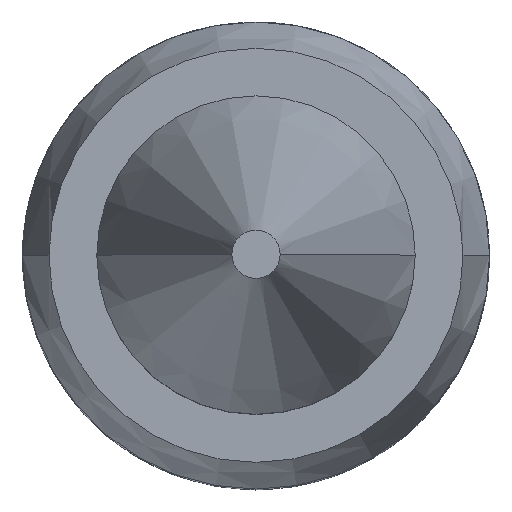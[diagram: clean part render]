
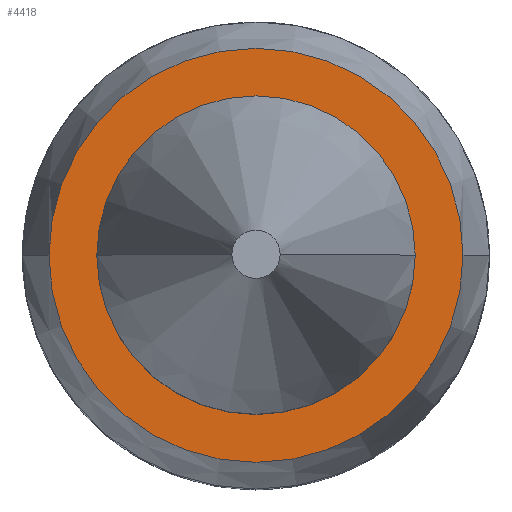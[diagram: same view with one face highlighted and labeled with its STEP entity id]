
A CAD part, top view. The second image highlights one B-rep face of the part: STEP entity #4418.
In plain terms, the highlighted planar face has unit normal (0, 0, 1).
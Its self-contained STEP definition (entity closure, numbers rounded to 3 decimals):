
#414 = FACE_BOUND ( 'NONE', #6913, .T. ) ;
#416 = FACE_OUTER_BOUND ( 'NONE', #6918, .T. ) ;
#617 = DIRECTION ( 'NONE',  ( 0., 0., 1. ) ) ;
#1197 = EDGE_CURVE ( 'NONE', #4217, #4209, #6686, .T. ) ;
#1203 = EDGE_CURVE ( 'NONE', #1949, #4195, #6694, .T. ) ;
#1205 = EDGE_CURVE ( 'NONE', #4195, #1949, #6695, .T. ) ;
#1206 = EDGE_CURVE ( 'NONE', #4209, #4217, #6697, .T. ) ;
#1392 = AXIS2_PLACEMENT_3D ( 'NONE', #5649, #5652, #5653 ) ;
#1397 = AXIS2_PLACEMENT_3D ( 'NONE', #5572, #5570, #5569 ) ;
#1399 = AXIS2_PLACEMENT_3D ( 'NONE', #5565, #617, #7125 ) ;
#1400 = AXIS2_PLACEMENT_3D ( 'NONE', #7140, #7132, #7131 ) ;
#1497 = AXIS2_PLACEMENT_3D ( 'NONE', #5198, #5199, #5200 ) ;
#1949 = VERTEX_POINT ( 'NONE', #2614 ) ;
#2614 = CARTESIAN_POINT ( 'NONE',  ( 3.9, 0., 139. ) ) ;
#3845 = CARTESIAN_POINT ( 'NONE',  ( -3.9, 0., 139. ) ) ;
#3859 = CARTESIAN_POINT ( 'NONE',  ( -3., 0., 139. ) ) ;
#3867 = CARTESIAN_POINT ( 'NONE',  ( 3., 0., 139. ) ) ;
#4195 = VERTEX_POINT ( 'NONE', #3845 ) ;
#4209 = VERTEX_POINT ( 'NONE', #3859 ) ;
#4217 = VERTEX_POINT ( 'NONE', #3867 ) ;
#4418 = ADVANCED_FACE ( 'NONE', ( #414, #416 ), #5191, .T. ) ;
#5191 = PLANE ( 'NONE',  #1497 ) ;
#5198 = CARTESIAN_POINT ( 'NONE',  ( 0., 0., 139. ) ) ;
#5199 = DIRECTION ( 'NONE',  ( 0., 0., 1. ) ) ;
#5200 = DIRECTION ( 'NONE',  ( 1., 0., 0. ) ) ;
#5565 = CARTESIAN_POINT ( 'NONE',  ( 0., 0., 139. ) ) ;
#5569 = DIRECTION ( 'NONE',  ( 1., 0., 0. ) ) ;
#5570 = DIRECTION ( 'NONE',  ( 0., 0., 1. ) ) ;
#5572 = CARTESIAN_POINT ( 'NONE',  ( 0., 0., 139. ) ) ;
#5649 = CARTESIAN_POINT ( 'NONE',  ( 0., 0., 139. ) ) ;
#5652 = DIRECTION ( 'NONE',  ( 0., 0., 1. ) ) ;
#5653 = DIRECTION ( 'NONE',  ( 1., 0., 0. ) ) ;
#6203 = ORIENTED_EDGE ( 'NONE', *, *, #1197, .F. ) ;
#6207 = ORIENTED_EDGE ( 'NONE', *, *, #1206, .F. ) ;
#6228 = ORIENTED_EDGE ( 'NONE', *, *, #1203, .T. ) ;
#6686 = CIRCLE ( 'NONE', #1392, 3. ) ;
#6694 = CIRCLE ( 'NONE', #1397, 3.9 ) ;
#6695 = CIRCLE ( 'NONE', #1399, 3.9 ) ;
#6697 = CIRCLE ( 'NONE', #1400, 3. ) ;
#6913 = EDGE_LOOP ( 'NONE', ( #6207, #6203 ) ) ;
#6918 = EDGE_LOOP ( 'NONE', ( #7157, #6228 ) ) ;
#7125 = DIRECTION ( 'NONE',  ( 1., 0., 0. ) ) ;
#7131 = DIRECTION ( 'NONE',  ( 1., 0., 0. ) ) ;
#7132 = DIRECTION ( 'NONE',  ( 0., 0., 1. ) ) ;
#7140 = CARTESIAN_POINT ( 'NONE',  ( 0., 0., 139. ) ) ;
#7157 = ORIENTED_EDGE ( 'NONE', *, *, #1205, .T. ) ;
